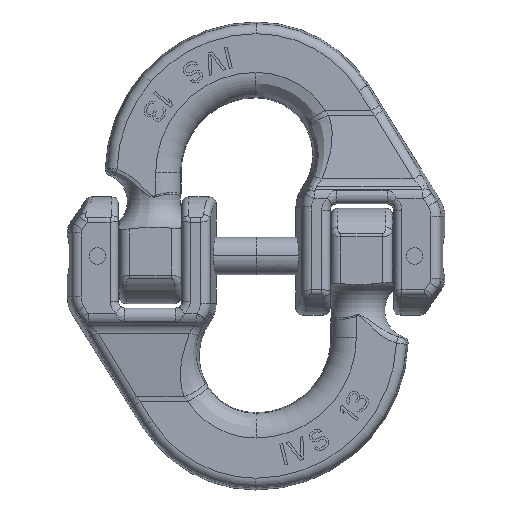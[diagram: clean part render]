
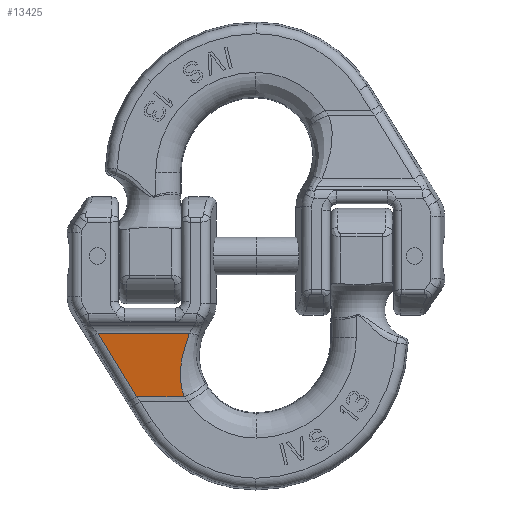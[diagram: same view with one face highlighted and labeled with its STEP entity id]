
A CAD part, top view. The second image highlights one B-rep face of the part: STEP entity #13425.
In plain terms, the highlighted planar face has unit normal (0, -0.139, 0.99).
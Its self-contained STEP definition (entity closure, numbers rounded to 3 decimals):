
#1639=CARTESIAN_POINT('',(-35.438,-41.778,
8.045));
#1672=DIRECTION('',(0.513,-0.85,-0.119));
#1673=VECTOR('',#1672,22.253);
#1674=CARTESIAN_POINT('',(-46.858,-22.865,
10.703));
#1675=LINE('',#1674,#1673);
#1676=DIRECTION('',(-1.,0.,0.));
#1677=VECTOR('',#1676,27.071);
#1678=CARTESIAN_POINT('',(-19.787,-22.865,
10.703));
#1679=LINE('',#1678,#1677);
#1680=CARTESIAN_POINT('',(-21.282,-41.778,
8.045));
#1681=CARTESIAN_POINT('',(-21.341,-41.636,
8.065));
#1682=CARTESIAN_POINT('',(-21.455,-41.346,
8.106));
#1683=CARTESIAN_POINT('',(-21.615,-40.898,
8.169));
#1684=CARTESIAN_POINT('',(-21.763,-40.435,
8.234));
#1685=CARTESIAN_POINT('',(-21.899,-39.958,
8.301));
#1686=CARTESIAN_POINT('',(-22.021,-39.466,
8.37));
#1687=CARTESIAN_POINT('',(-22.131,-38.958,
8.442));
#1688=CARTESIAN_POINT('',(-22.227,-38.435,
8.515));
#1689=CARTESIAN_POINT('',(-22.308,-37.896,
8.591));
#1690=CARTESIAN_POINT('',(-22.373,-37.339,
8.669));
#1691=CARTESIAN_POINT('',(-22.423,-36.766,
8.75));
#1692=CARTESIAN_POINT('',(-22.456,-36.173,
8.833));
#1693=CARTESIAN_POINT('',(-22.472,-35.562,
8.919));
#1694=CARTESIAN_POINT('',(-22.469,-34.929,
9.008));
#1695=CARTESIAN_POINT('',(-22.446,-34.273,
9.1));
#1696=CARTESIAN_POINT('',(-22.403,-33.594,
9.195));
#1697=CARTESIAN_POINT('',(-22.336,-32.881,
9.296));
#1698=CARTESIAN_POINT('',(-22.246,-32.146,
9.399));
#1699=CARTESIAN_POINT('',(-22.138,-31.428,
9.5));
#1700=CARTESIAN_POINT('',(-22.018,-30.742,
9.596));
#1701=CARTESIAN_POINT('',(-21.887,-30.083,
9.689));
#1702=CARTESIAN_POINT('',(-21.749,-29.451,
9.778));
#1703=CARTESIAN_POINT('',(-21.606,-28.843,
9.863));
#1704=CARTESIAN_POINT('',(-21.458,-28.258,
9.945));
#1705=CARTESIAN_POINT('',(-21.307,-27.694,
10.025));
#1706=CARTESIAN_POINT('',(-21.155,-27.149,
10.101));
#1707=CARTESIAN_POINT('',(-21.001,-26.621,
10.175));
#1708=CARTESIAN_POINT('',(-20.846,-26.109,
10.247));
#1709=CARTESIAN_POINT('',(-20.692,-25.611,
10.317));
#1710=CARTESIAN_POINT('',(-20.538,-25.127,
10.385));
#1711=CARTESIAN_POINT('',(-20.386,-24.655,
10.452));
#1712=CARTESIAN_POINT('',(-20.234,-24.193,
10.517));
#1713=CARTESIAN_POINT('',(-20.083,-23.741,
10.58));
#1714=CARTESIAN_POINT('',(-19.934,-23.299,
10.642));
#1715=CARTESIAN_POINT('',(-19.836,-23.009,
10.683));
#1716=CARTESIAN_POINT('',(-19.787,-22.865,
10.703));
#1718=DIRECTION('',(-1.,0.,0.));
#1719=VECTOR('',#1718,14.156);
#1720=CARTESIAN_POINT('',(-21.282,-41.778,
8.045));
#1721=LINE('',#1720,#1719);
#1737=CARTESIAN_POINT('',(-19.787,-22.865,
10.703));
#9503=VERTEX_POINT('',#1737);
#9505=VERTEX_POINT('',#1680);
#9587=VERTEX_POINT('',#1639);
#9589=CARTESIAN_POINT('',(-46.858,-22.865,
10.703));
#9590=VERTEX_POINT('',#9589);
#13412=CARTESIAN_POINT('',(0.,-42.456,7.95));
#13413=DIRECTION('',(0.,0.139,-0.99));
#13414=DIRECTION('',(0.,0.99,0.139));
#13415=AXIS2_PLACEMENT_3D('',#13412,#13413,#13414);
#13416=PLANE('',#13415);
#13417=ORIENTED_EDGE('',*,*,#13403,.F.);
#13419=ORIENTED_EDGE('',*,*,#13418,.F.);
#13421=ORIENTED_EDGE('',*,*,#13420,.F.);
#13422=ORIENTED_EDGE('',*,*,#13345,.T.);
#13423=EDGE_LOOP('',(#13417,#13419,#13421,#13422));
#13424=FACE_OUTER_BOUND('',#13423,.F.);
#13425=ADVANCED_FACE('',(#13424),#13416,.F.);
#1717=B_SPLINE_CURVE_WITH_KNOTS('',3,(#1680,#1681,#1682,#1683,#1684,#1685,#1686,
#1687,#1688,#1689,#1690,#1691,#1692,#1693,#1694,#1695,#1696,#1697,#1698,#1699,
#1700,#1701,#1702,#1703,#1704,#1705,#1706,#1707,#1708,#1709,#1710,#1711,#1712,
#1713,#1714,#1715,#1716),.UNSPECIFIED.,.F.,.F.,(4,1,1,1,1,1,1,1,1,1,1,1,1,1,1,1,
1,1,1,1,1,1,1,1,1,1,1,1,1,1,1,1,1,1,4),(0.,0.029,
0.059,0.088,0.118,0.147,
0.176,0.206,0.235,0.265,
0.294,0.324,0.353,0.382,
0.412,0.441,0.471,0.5,0.529,
0.559,0.588,0.618,0.647,
0.676,0.706,0.735,0.765,
0.794,0.824,0.853,0.882,
0.912,0.941,0.971,1.),.UNSPECIFIED.);
#13345=EDGE_CURVE('',#9505,#9587,#1721,.T.);
#13403=EDGE_CURVE('',#9590,#9587,#1675,.T.);
#13418=EDGE_CURVE('',#9503,#9590,#1679,.T.);
#13420=EDGE_CURVE('',#9505,#9503,#1717,.T.);
